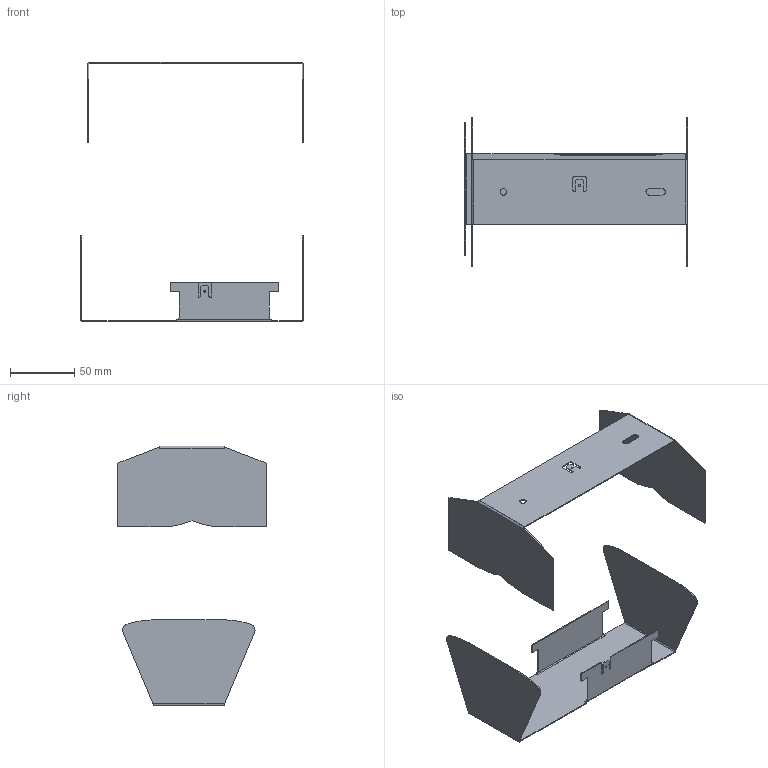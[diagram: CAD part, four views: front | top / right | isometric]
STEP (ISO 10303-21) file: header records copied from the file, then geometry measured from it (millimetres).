
FILE_DESCRIPTION((''),'2;1');
FILE_NAME('97200610P01_ASM','2023-05-04T15:34:09',('sivasanker.y'),(''),'CREO PARAMETRIC BY PTC INC, 2021284','CREO PARAMETRIC BY PTC INC, 2021284','');
FILE_SCHEMA(('CONFIG_CONTROL_DESIGN'));
Length unit declared in the file: millimetre
Products named in the file (3): 97200510IP201; 97200410IP101; 97200610P01_ASM
Assembly tree (2 placements, depth 2):
  97200610P01_ASM
    97200510IP201
    97200410IP101
Bounding box: 172.54 x 115 x 201.6 mm (x, y, z)
Volume: 36643.3 mm3; surface area: 93264.3 mm2
Topology: 2 solids, 2 shells, 150 faces, 390 edges, 244 vertices
Faces by surface type: plane 108, cylinder 42
Entity records: 4638 total; most frequent: DIRECTION 800, CARTESIAN_POINT 789, ORIENTED_EDGE 780, EDGE_CURVE 390, VECTOR 290, LINE 290, AXIS2_PLACEMENT_3D 255, VERTEX_POINT 244
